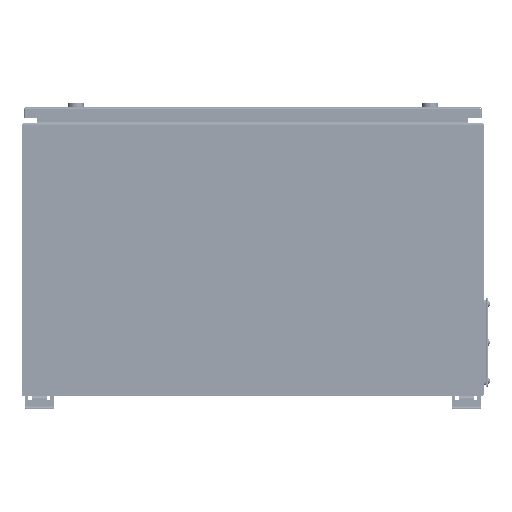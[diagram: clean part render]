
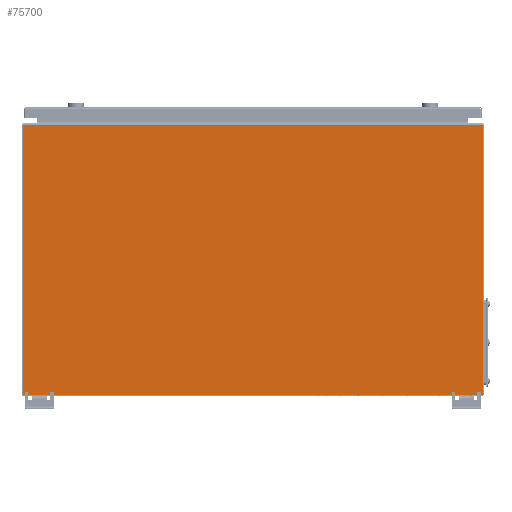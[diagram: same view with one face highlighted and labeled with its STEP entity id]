
A CAD part, left-side view. The second image highlights one B-rep face of the part: STEP entity #75700.
In plain terms, the highlighted planar face has unit normal (-1, 0, 0).
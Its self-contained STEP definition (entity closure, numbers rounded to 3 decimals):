
#1184 = CARTESIAN_POINT ( 'NONE',  ( -1.5, -397., -233.5 ) ) ;
#1378 = CIRCLE ( 'NONE', #15100, 3. ) ;
#2167 = LINE ( 'NONE', #8626, #57881 ) ;
#4176 = AXIS2_PLACEMENT_3D ( 'NONE', #38559, #32179, #84380 ) ;
#8626 = CARTESIAN_POINT ( 'NONE',  ( -1.5, -400., 236.5 ) ) ;
#13667 = DIRECTION ( 'NONE',  ( 0., 0., 1. ) ) ;
#14243 = CARTESIAN_POINT ( 'NONE',  ( -1.5, 400., 236.5 ) ) ;
#15100 = AXIS2_PLACEMENT_3D ( 'NONE', #1184, #71898, #13667 ) ;
#16037 = CARTESIAN_POINT ( 'NONE',  ( -1.5, 397., -236.5 ) ) ;
#16220 = VERTEX_POINT ( 'NONE', #32827 ) ;
#17638 = CARTESIAN_POINT ( 'NONE',  ( -1.5, -400., 233.5 ) ) ;
#24942 = VERTEX_POINT ( 'NONE', #55861 ) ;
#26351 = LINE ( 'NONE', #34475, #67893 ) ;
#27126 = VECTOR ( 'NONE', #84061, 1000. ) ;
#29063 = ORIENTED_EDGE ( 'NONE', *, *, #81614, .F. ) ;
#29721 = ORIENTED_EDGE ( 'NONE', *, *, #69235, .T. ) ;
#29904 = CARTESIAN_POINT ( 'NONE',  ( -1.5, 0., 0. ) ) ;
#31634 = EDGE_CURVE ( 'NONE', #16220, #55660, #1378, .T. ) ;
#31840 = CARTESIAN_POINT ( 'NONE',  ( -1.5, -400., -236.5 ) ) ;
#32179 = DIRECTION ( 'NONE',  ( -1., 0., 0. ) ) ;
#32827 = CARTESIAN_POINT ( 'NONE',  ( -1.5, -397., -236.5 ) ) ;
#34475 = CARTESIAN_POINT ( 'NONE',  ( -1.5, -400., 233.5 ) ) ;
#36018 = ORIENTED_EDGE ( 'NONE', *, *, #31634, .T. ) ;
#36272 = AXIS2_PLACEMENT_3D ( 'NONE', #29904, #82158, #49588 ) ;
#38559 = CARTESIAN_POINT ( 'NONE',  ( -1.5, 397., -233.5 ) ) ;
#38881 = CARTESIAN_POINT ( 'NONE',  ( -1.5, 400., 233.5 ) ) ;
#39628 = CARTESIAN_POINT ( 'NONE',  ( -1.5, -400., -233.5 ) ) ;
#40341 = EDGE_CURVE ( 'NONE', #24942, #54784, #54733, .T. ) ;
#47172 = DIRECTION ( 'NONE',  ( 0., 0., 1. ) ) ;
#48822 = VERTEX_POINT ( 'NONE', #38881 ) ;
#49588 = DIRECTION ( 'NONE',  ( 0., 0., 1. ) ) ;
#49684 = ORIENTED_EDGE ( 'NONE', *, *, #40341, .T. ) ;
#54733 = CIRCLE ( 'NONE', #4176, 3. ) ;
#54784 = VERTEX_POINT ( 'NONE', #16037 ) ;
#55660 = VERTEX_POINT ( 'NONE', #39628 ) ;
#55861 = CARTESIAN_POINT ( 'NONE',  ( -1.5, 400., -233.5 ) ) ;
#56827 = PLANE ( 'NONE',  #36272 ) ;
#57881 = VECTOR ( 'NONE', #61752, 1000. ) ;
#58578 = ORIENTED_EDGE ( 'NONE', *, *, #72187, .F. ) ;
#60140 = VERTEX_POINT ( 'NONE', #17638 ) ;
#61501 = EDGE_LOOP ( 'NONE', ( #58578, #36018, #68307, #29721, #29063, #49684 ) ) ;
#61752 = DIRECTION ( 'NONE',  ( 0., 0., -1. ) ) ;
#62890 = VECTOR ( 'NONE', #47172, 1000. ) ;
#64086 = EDGE_CURVE ( 'NONE', #60140, #55660, #2167, .T. ) ;
#66192 = DIRECTION ( 'NONE',  ( 0., 1., 0. ) ) ;
#67893 = VECTOR ( 'NONE', #66192, 1000. ) ;
#68307 = ORIENTED_EDGE ( 'NONE', *, *, #64086, .F. ) ;
#69235 = EDGE_CURVE ( 'NONE', #60140, #48822, #26351, .T. ) ;
#69712 = FACE_OUTER_BOUND ( 'NONE', #61501, .T. ) ;
#71207 = LINE ( 'NONE', #31840, #27126 ) ;
#71898 = DIRECTION ( 'NONE',  ( -1., 0., 0. ) ) ;
#72187 = EDGE_CURVE ( 'NONE', #16220, #54784, #71207, .T. ) ;
#74175 = LINE ( 'NONE', #14243, #62890 ) ;
#75700 = ADVANCED_FACE ( 'NONE', ( #69712 ), #56827, .T. ) ;
#81614 = EDGE_CURVE ( 'NONE', #24942, #48822, #74175, .T. ) ;
#82158 = DIRECTION ( 'NONE',  ( -1., 0., 0. ) ) ;
#84061 = DIRECTION ( 'NONE',  ( 0., 1., 0. ) ) ;
#84380 = DIRECTION ( 'NONE',  ( 0., 0., 1. ) ) ;
